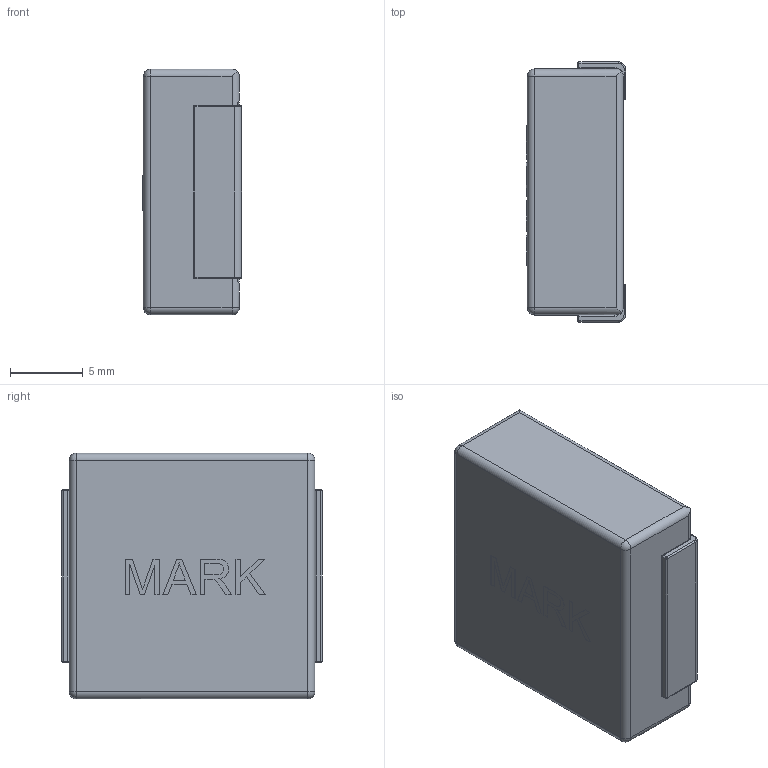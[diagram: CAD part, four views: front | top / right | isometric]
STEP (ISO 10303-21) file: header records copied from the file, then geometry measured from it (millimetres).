
FILE_DESCRIPTION (( 'STEP AP214' ), '1' );
FILE_NAME ('BOURNS_SRP1770TA_new.STEP', '2023-12-10T01:31:50', ( '' ), ( '' ), 'SwSTEP 2.0', 'SolidWorks 2023', '' );
FILE_SCHEMA (( 'AUTOMOTIVE_DESIGN' ));
Length unit declared in the file: millimetre
Products named in the file (1): BOURNS_SRP1770TA_new
Bounding box: 6.81 x 17.9 x 16.9 mm (x, y, z)
Volume: 1922.9 mm3; surface area: 1274.1 mm2
Topology: 7 solids, 7 shells, 212 faces, 550 edges, 332 vertices
Faces by surface type: plane 122, cylinder 54, sphere 24, torus 12
Entity records: 6125 total; most frequent: CARTESIAN_POINT 1065, DIRECTION 1044, ORIENTED_EDGE 1020, EDGE_CURVE 510, LINE 382, VECTOR 382, AXIS2_PLACEMENT_3D 331, VERTEX_POINT 312
